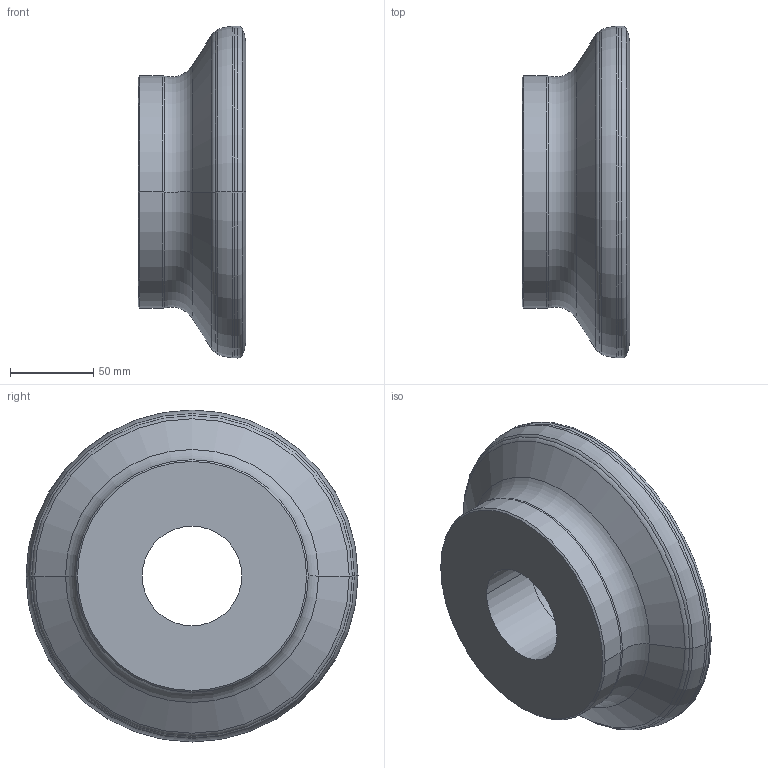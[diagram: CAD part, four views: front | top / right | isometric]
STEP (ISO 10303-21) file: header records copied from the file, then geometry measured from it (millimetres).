
FILE_DESCRIPTION(('CATIA V5 STEP Exchange'),'2;1');
FILE_NAME('Bm55673-FT_BF90_SD18-200_Z11.stp','2019-05-13T12:10:29+00:00',('none'),('none'),'CATIA Version 5-6 Release 2016 SP5 HF39','CATIA V5 STEP AP203','none');
FILE_SCHEMA(('CONFIG_CONTROL_DESIGN'));
Length unit declared in the file: millimetre
Products named in the file (1): Bm55673-KSK_Kontrolle_Schnittkontur SDMT18-HFC
Bounding box: 65 x 199.89 x 199.89 mm (x, y, z)
Volume: 969944.1 mm3; surface area: 91424.2 mm2
Topology: 1 solids, 1 shells, 43 faces, 86 edges, 46 vertices
Faces by surface type: torus 24, cone 8, cylinder 6, plane 3, sphere 2
Entity records: 993 total; most frequent: ORIENTED_EDGE 172, CARTESIAN_POINT 156, DIRECTION 132, AXIS2_PLACEMENT_3D 96, EDGE_CURVE 86, CIRCLE 72, EDGE_LOOP 46, VERTEX_POINT 46
